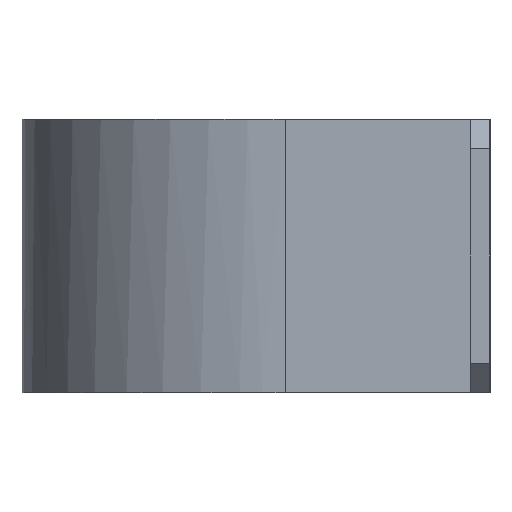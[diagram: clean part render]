
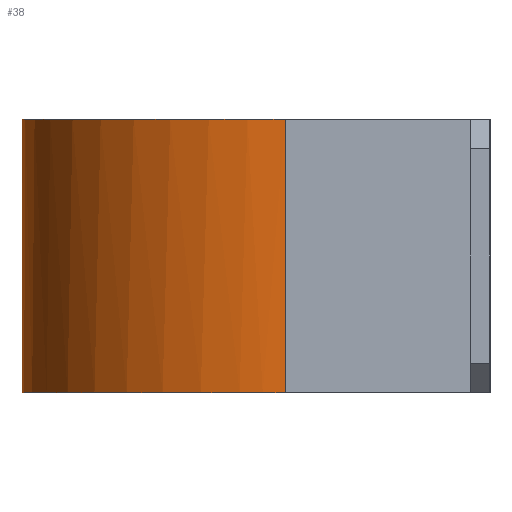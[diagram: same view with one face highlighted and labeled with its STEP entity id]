
A CAD part, left-side view. The second image highlights one B-rep face of the part: STEP entity #38.
In plain terms, the highlighted free-form (B-spline) face has degree [2, 1] with [9, 2] control points.
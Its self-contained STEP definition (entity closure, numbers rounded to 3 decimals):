
#38=ADVANCED_FACE('',(#68),#512,.T.);
#68=FACE_OUTER_BOUND('',#98,.T.);
#98=EDGE_LOOP('',(#208,#209,#210,#211));
#208=ORIENTED_EDGE('',*,*,#336,.T.);
#209=ORIENTED_EDGE('',*,*,#337,.T.);
#210=ORIENTED_EDGE('',*,*,#338,.T.);
#211=ORIENTED_EDGE('',*,*,#339,.T.);
#336=EDGE_CURVE('',#496,#497,#380,.T.);
#337=EDGE_CURVE('',#497,#498,#424,.T.);
#338=EDGE_CURVE('',#498,#499,#381,.T.);
#339=EDGE_CURVE('',#499,#496,#425,.T.);
#380=(
BOUNDED_CURVE()
B_SPLINE_CURVE(2,(#1052,#1053,#1054,#1055,#1056),.UNSPECIFIED.,.F.,.F.)
B_SPLINE_CURVE_WITH_KNOTS((3,2,3),(-42.412,-21.206,
0.),.UNSPECIFIED.)
CURVE()
GEOMETRIC_REPRESENTATION_ITEM()
RATIONAL_B_SPLINE_CURVE((1.,0.707,1.,0.707,1.))
REPRESENTATION_ITEM('')
);
#381=(
BOUNDED_CURVE()
B_SPLINE_CURVE(2,(#1059,#1060,#1061,#1062,#1063),.UNSPECIFIED.,.F.,.F.)
B_SPLINE_CURVE_WITH_KNOTS((3,2,3),(0.,21.206,42.412),
 .UNSPECIFIED.)
CURVE()
GEOMETRIC_REPRESENTATION_ITEM()
RATIONAL_B_SPLINE_CURVE((1.,0.707,1.,0.707,1.))
REPRESENTATION_ITEM('')
);
#424=B_SPLINE_CURVE_WITH_KNOTS('',1,(#1057,#1058),.UNSPECIFIED.,.F.,.F.,
(2,2),(-14.,0.),.UNSPECIFIED.);
#425=B_SPLINE_CURVE_WITH_KNOTS('',1,(#1064,#1065),.UNSPECIFIED.,.F.,.F.,
(2,2),(0.,14.),.UNSPECIFIED.);
#496=VERTEX_POINT('',#916);
#497=VERTEX_POINT('',#917);
#498=VERTEX_POINT('',#918);
#499=VERTEX_POINT('',#919);
#512=(
BOUNDED_SURFACE()
B_SPLINE_SURFACE(2,1,((#824,#825),(#826,#827),(#828,#829),(#830,#831),(#832,
#833),(#834,#835),(#836,#837),(#838,#839),(#840,#841)),.UNSPECIFIED.,.T.,
 .F.,.F.)
B_SPLINE_SURFACE_WITH_KNOTS((3,2,2,2,3),(2,2),(0.,1.571,3.142,
4.712,6.283),(0.,16.801),.UNSPECIFIED.)
GEOMETRIC_REPRESENTATION_ITEM()
RATIONAL_B_SPLINE_SURFACE(((1.,1.),(0.707,0.707),
(1.,1.),(0.707,0.707),(1.,1.),(0.707,
0.707),(1.,1.),(0.707,0.707),(1.,1.)))
REPRESENTATION_ITEM('')
SURFACE()
);
#824=CARTESIAN_POINT('',(0.,-14.5,-15.4));
#825=CARTESIAN_POINT('',(0.,-14.5,1.4));
#826=CARTESIAN_POINT('',(13.5,-14.5,-15.4));
#827=CARTESIAN_POINT('',(13.5,-14.5,1.4));
#828=CARTESIAN_POINT('',(13.5,-1.,-15.4));
#829=CARTESIAN_POINT('',(13.5,-1.,1.4));
#830=CARTESIAN_POINT('',(13.5,12.5,-15.4));
#831=CARTESIAN_POINT('',(13.5,12.5,1.4));
#832=CARTESIAN_POINT('',(0.,12.5,-15.4));
#833=CARTESIAN_POINT('',(0.,12.5,1.4));
#834=CARTESIAN_POINT('',(-13.5,12.5,-15.4));
#835=CARTESIAN_POINT('',(-13.5,12.5,1.4));
#836=CARTESIAN_POINT('',(-13.5,-1.,-15.4));
#837=CARTESIAN_POINT('',(-13.5,-1.,1.4));
#838=CARTESIAN_POINT('',(-13.5,-14.5,-15.4));
#839=CARTESIAN_POINT('',(-13.5,-14.5,1.4));
#840=CARTESIAN_POINT('',(0.,-14.5,-15.4));
#841=CARTESIAN_POINT('',(0.,-14.5,1.4));
#916=CARTESIAN_POINT('',(-13.5,-1.,0.));
#917=CARTESIAN_POINT('',(13.5,-1.,0.));
#918=CARTESIAN_POINT('',(13.5,-1.,-14.));
#919=CARTESIAN_POINT('',(-13.5,-1.,-14.));
#1052=CARTESIAN_POINT('',(-13.5,-1.,0.));
#1053=CARTESIAN_POINT('',(-13.5,12.5,0.));
#1054=CARTESIAN_POINT('',(0.,12.5,0.));
#1055=CARTESIAN_POINT('',(13.5,12.5,0.));
#1056=CARTESIAN_POINT('',(13.5,-1.,0.));
#1057=CARTESIAN_POINT('',(13.5,-1.,0.));
#1058=CARTESIAN_POINT('',(13.5,-1.,-14.));
#1059=CARTESIAN_POINT('',(13.5,-1.,-14.));
#1060=CARTESIAN_POINT('',(13.5,12.5,-14.));
#1061=CARTESIAN_POINT('',(0.,12.5,-14.));
#1062=CARTESIAN_POINT('',(-13.5,12.5,-14.));
#1063=CARTESIAN_POINT('',(-13.5,-1.,-14.));
#1064=CARTESIAN_POINT('',(-13.5,-1.,-14.));
#1065=CARTESIAN_POINT('',(-13.5,-1.,0.));
